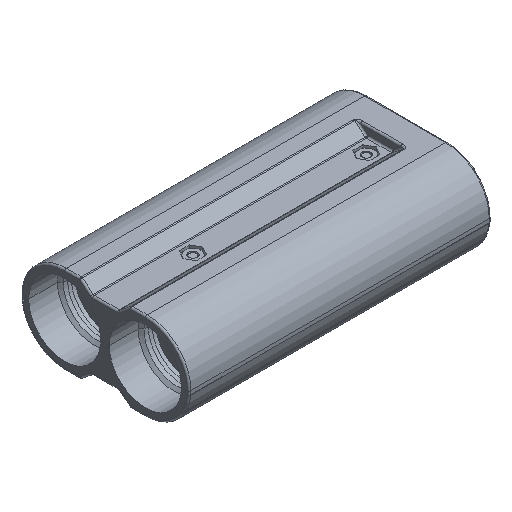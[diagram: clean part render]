
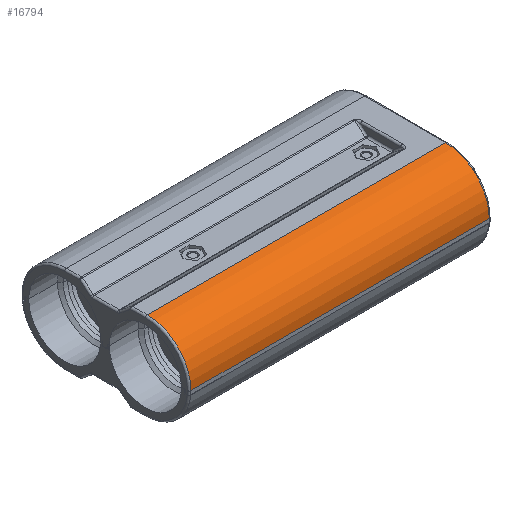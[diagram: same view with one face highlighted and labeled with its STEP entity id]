
A CAD part, isometric view. The second image highlights one B-rep face of the part: STEP entity #16794.
In plain terms, the highlighted cylindrical face has radius 15.2 mm (diameter 30.4 mm), a partial arc.
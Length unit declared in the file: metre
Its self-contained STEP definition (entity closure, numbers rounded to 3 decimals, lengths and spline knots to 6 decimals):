
#1284=CIRCLE('',#18973,0.0152);
#1285=CIRCLE('',#18974,0.0152);
#1847=ORIENTED_EDGE('',*,*,#6638,.T.);
#1848=ORIENTED_EDGE('',*,*,#6639,.T.);
#1849=ORIENTED_EDGE('',*,*,#6640,.F.);
#1850=ORIENTED_EDGE('',*,*,#6641,.T.);
#6638=EDGE_CURVE('',#9033,#9034,#10611,.T.);
#6639=EDGE_CURVE('',#9034,#9035,#1284,.F.);
#6640=EDGE_CURVE('',#9036,#9035,#10612,.T.);
#6641=EDGE_CURVE('',#9036,#9033,#1285,.F.);
#9033=VERTEX_POINT('',#25372);
#9034=VERTEX_POINT('',#25373);
#9035=VERTEX_POINT('',#25375);
#9036=VERTEX_POINT('',#25377);
#10611=LINE('',#25371,#12558);
#10612=LINE('',#25376,#12559);
#12558=VECTOR('',#20549,1.);
#12559=VECTOR('',#20552,1.);
#14441=EDGE_LOOP('',(#1847,#1848,#1849,#1850));
#15534=FACE_BOUND('',#14441,.T.);
#16603=CYLINDRICAL_SURFACE('',#18972,0.0152);
#16794=ADVANCED_FACE('',(#15534),#16603,.T.);
#18972=AXIS2_PLACEMENT_3D('',#25370,#20547,#20548);
#18973=AXIS2_PLACEMENT_3D('',#25374,#20550,#20551);
#18974=AXIS2_PLACEMENT_3D('',#25378,#20553,#20554);
#20547=DIRECTION('',(-1.,0.,0.));
#20548=DIRECTION('',(0.,0.,1.));
#20549=DIRECTION('',(-1.,0.,0.));
#20550=DIRECTION('',(-1.,0.,0.));
#20551=DIRECTION('',(0.,0.,1.));
#20552=DIRECTION('',(-1.,0.,0.));
#20553=DIRECTION('',(1.,0.,0.));
#20554=DIRECTION('',(0.,0.,-1.));
#25370=CARTESIAN_POINT('',(0.0025,-0.014,0.));
#25371=CARTESIAN_POINT('',(0.0025,-0.014,0.0152));
#25372=CARTESIAN_POINT('',(0.001875,-0.014,0.0152));
#25373=CARTESIAN_POINT('',(-0.101675,-0.014,0.0152));
#25374=CARTESIAN_POINT('',(-0.101675,-0.014,0.));
#25375=CARTESIAN_POINT('',(-0.101675,-0.0292,0.));
#25376=CARTESIAN_POINT('',(-0.0499,-0.0292,0.));
#25377=CARTESIAN_POINT('',(0.001875,-0.0292,0.));
#25378=CARTESIAN_POINT('',(0.001875,-0.014,0.));
